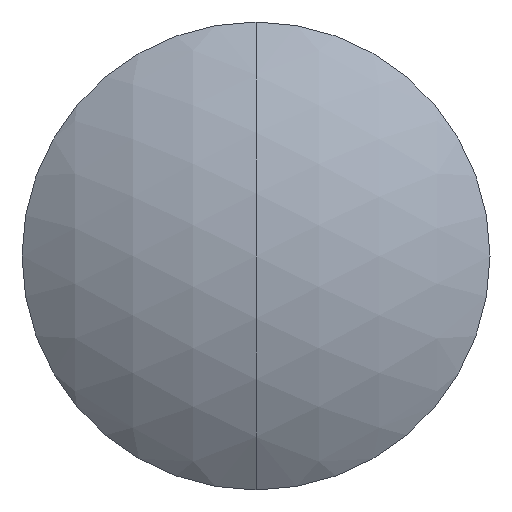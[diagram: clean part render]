
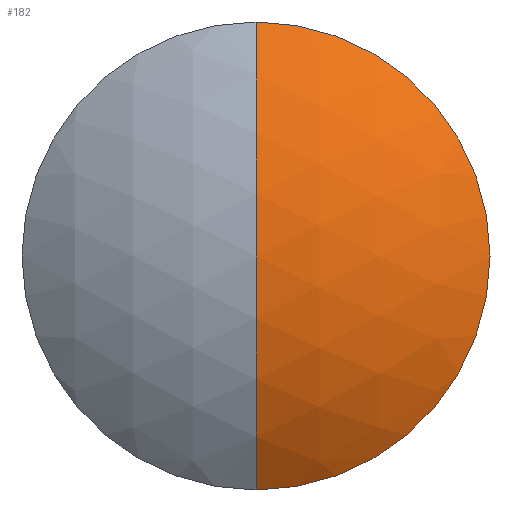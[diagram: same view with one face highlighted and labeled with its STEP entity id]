
A CAD part, left-side view. The second image highlights one B-rep face of the part: STEP entity #182.
In plain terms, the highlighted spherical face has radius 21.09 mm.
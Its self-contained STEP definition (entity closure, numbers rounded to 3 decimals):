
#21 = FACE_OUTER_BOUND ( 'NONE', #194, .T. ) ;
#40 = CARTESIAN_POINT ( 'NONE',  ( 272.912, 0., 0. ) ) ;
#51 = CARTESIAN_POINT ( 'NONE',  ( 289.749, 0., 0. ) ) ;
#63 = ORIENTED_EDGE ( 'NONE', *, *, #188, .F. ) ;
#66 = DIRECTION ( 'NONE',  ( 0., 0., 1. ) ) ;
#91 = CARTESIAN_POINT ( 'NONE',  ( 289.749, 0., 0. ) ) ;
#95 = DIRECTION ( 'NONE',  ( 0., -1., 0. ) ) ;
#103 = DIRECTION ( 'NONE',  ( 0., 0., -1. ) ) ;
#106 = CIRCLE ( 'NONE', #238, 21.09 ) ;
#139 = VERTEX_POINT ( 'NONE', #250 ) ;
#146 = CARTESIAN_POINT ( 'NONE',  ( 268.659, 0., 0. ) ) ;
#163 = EDGE_CURVE ( 'NONE', #318, #139, #335, .T. ) ;
#175 = CIRCLE ( 'NONE', #293, 21.09 ) ;
#182 = ADVANCED_FACE ( 'NONE', ( #21 ), #289, .T. ) ;
#188 = EDGE_CURVE ( 'NONE', #318, #252, #175, .T. ) ;
#191 = EDGE_CURVE ( 'NONE', #139, #252, #106, .T. ) ;
#194 = EDGE_LOOP ( 'NONE', ( #342, #247, #63 ) ) ;
#215 = CARTESIAN_POINT ( 'NONE',  ( 272.912, 0., -12.7 ) ) ;
#226 = DIRECTION ( 'NONE',  ( -1., 0., 0. ) ) ;
#237 = AXIS2_PLACEMENT_3D ( 'NONE', #40, #226, #66 ) ;
#238 = AXIS2_PLACEMENT_3D ( 'NONE', #91, #95, #279 ) ;
#247 = ORIENTED_EDGE ( 'NONE', *, *, #191, .T. ) ;
#250 = CARTESIAN_POINT ( 'NONE',  ( 272.912, 0., 12.7 ) ) ;
#251 = AXIS2_PLACEMENT_3D ( 'NONE', #254, #274, #103 ) ;
#252 = VERTEX_POINT ( 'NONE', #146 ) ;
#254 = CARTESIAN_POINT ( 'NONE',  ( 289.749, 0., 0. ) ) ;
#274 = DIRECTION ( 'NONE',  ( 0., -1., 0. ) ) ;
#279 = DIRECTION ( 'NONE',  ( 0., 0., -1. ) ) ;
#288 = DIRECTION ( 'NONE',  ( 0., 0., 1. ) ) ;
#289 = SPHERICAL_SURFACE ( 'NONE', #251, 21.09 ) ;
#293 = AXIS2_PLACEMENT_3D ( 'NONE', #51, #299, #288 ) ;
#299 = DIRECTION ( 'NONE',  ( 0., 1., 0. ) ) ;
#318 = VERTEX_POINT ( 'NONE', #215 ) ;
#335 = CIRCLE ( 'NONE', #237, 12.7 ) ;
#342 = ORIENTED_EDGE ( 'NONE', *, *, #163, .T. ) ;
